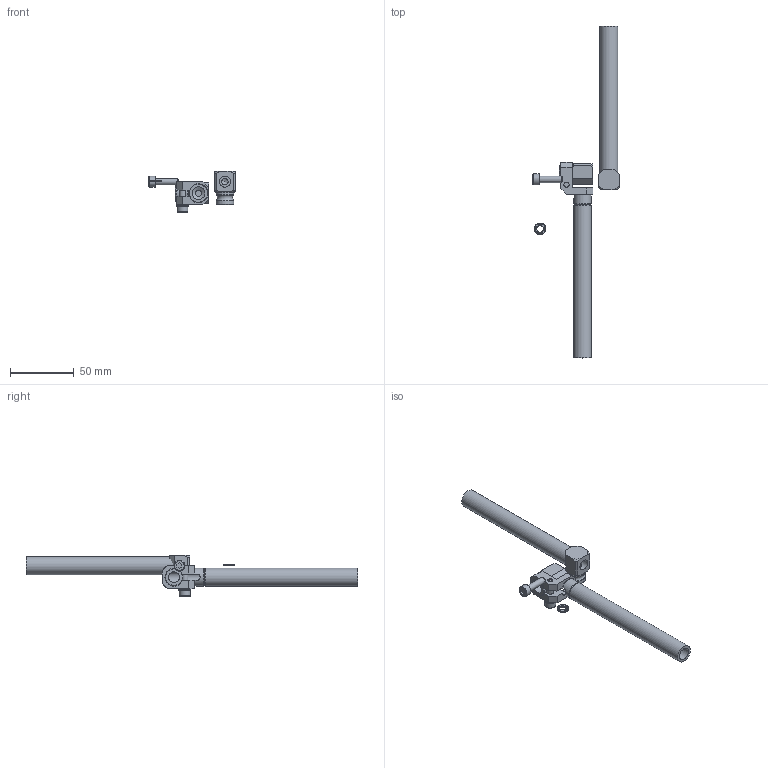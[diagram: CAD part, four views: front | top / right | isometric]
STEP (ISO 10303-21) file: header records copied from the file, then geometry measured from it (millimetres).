
FILE_DESCRIPTION( ( 'STEP AP214' ), '1' );
FILE_NAME( 'CA.GGB.141818120.stp', '2015-09-07T11:26:15', ( ' ' ), ( ' ' ), 'XStep 1.0', ' ', ' ' );
FILE_SCHEMA( ( 'CONFIG_CONTROL_DESIGN) ( )' ) );
Length unit declared in the file: metre
Products named in the file (6): Assem1; GGB.14.18.18; R.5.SCH; V-tcei M  5 x 18; SSN.14201818.1; GGB.14.120.1
Bounding box: 67.5 x 259.64 x 32.1 mm (x, y, z)
Volume: 35446.7 mm3; surface area: 30806 mm2
Topology: 8 solids, 10 shells, 544 faces, 1570 edges, 1040 vertices
Faces by surface type: plane 470, cylinder 38, cone 22, torus 14
Full cylindrical faces by diameter (mm): 4.134 x2, 4.5 x2, 4.917 x2, 5 x2, 5.2 x2, 5.3 x2, 6 x2, 8.5 x2, 8.566 x4, 9 x2, 10 x4, 13.95 x4, 14 x4
Entity records: 9135 total; most frequent: CARTESIAN_POINT 1654, DIRECTION 1514, ORIENTED_EDGE 1472, EDGE_CURVE 736, AXIS2_PLACEMENT_3D 518, VERTEX_POINT 504, LINE 478, VECTOR 478
